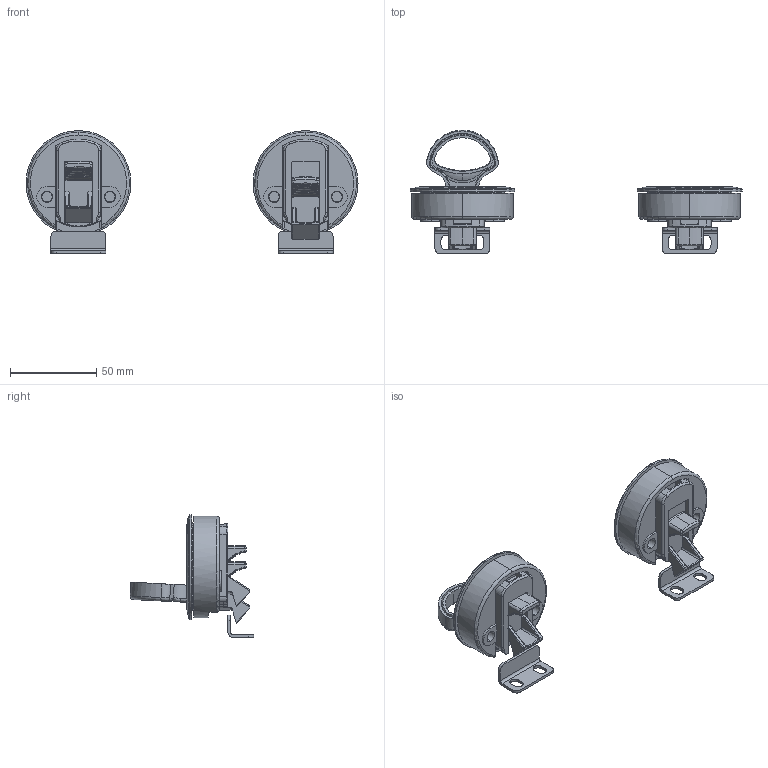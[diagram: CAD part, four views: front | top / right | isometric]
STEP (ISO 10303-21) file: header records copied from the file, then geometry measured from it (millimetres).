
FILE_DESCRIPTION (( 'STEP AP214' ), '1' );
FILE_NAME ('03407-Slam Latch Non Locking Stainless Steel 61mm.STEP', '2018-09-17T22:17:44', ( '' ), ( '' ), 'SwSTEP 2.0', 'SolidWorks 2018', '' );
FILE_SCHEMA (( 'AUTOMOTIVE_DESIGN' ));
Length unit declared in the file: millimetre
Products named in the file (6): 3412 Slam latch round BK locking 61mm Striker ; 3407 Slam Latch SS Non-Locking 61mm_2; 3407 Slam Latch SS Non-Locking 61mm_; 3407 Slam Latch SS Non-Locking 61mm_1; 3407 Slam Latch SS Non-Locking 61mm_3; 03407-Slam Latch Non Locking Stainless Steel 61mm
Assembly tree (10 placements, depth 2):
  03407-Slam Latch Non Locking Stainless Steel 61mm
    3407 Slam Latch SS Non-Locking 61mm_1  x2
    3407 Slam Latch SS Non-Locking 61mm_2  x2
    3407 Slam Latch SS Non-Locking 61mm_3  x2
    3412 Slam latch round BK locking 61mm Striker   x2
    3407 Slam Latch SS Non-Locking 61mm_  x2
Bounding box: 193 x 71.81 x 71.37 mm (x, y, z)
Volume: 72669.5 mm3; surface area: 62660.4 mm2
Topology: 14 solids, 14 shells, 1560 faces, 3990 edges, 2492 vertices
Faces by surface type: plane 482, bspline 444, cylinder 342, torus 240, sphere 44, cone 8
Entity records: 33508 total; most frequent: CARTESIAN_POINT 16262, ORIENTED_EDGE 3974, DIRECTION 2924, EDGE_CURVE 1987, VERTEX_POINT 1244, AXIS2_PLACEMENT_3D 1137, EDGE_LOOP 821, FACE_OUTER_BOUND 780
